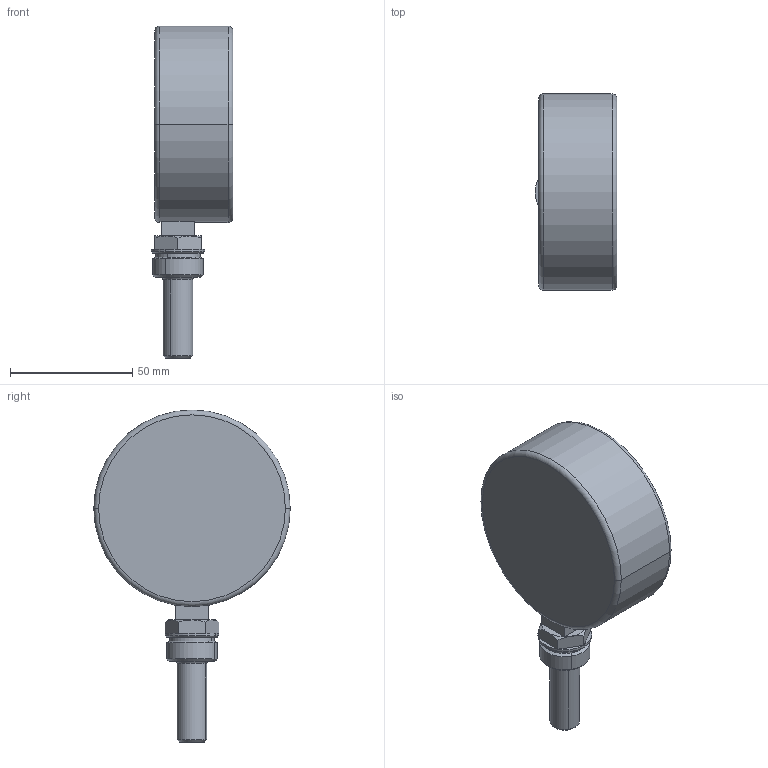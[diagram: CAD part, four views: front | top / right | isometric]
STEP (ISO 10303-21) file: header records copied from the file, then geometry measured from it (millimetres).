
FILE_DESCRIPTION(('CATIA V5 STEP Exchange'),'2;1');
FILE_NAME('STEP_688100_-_TST.stp','2018-12-13T08:25:21+00:00',('none'),('none'),'CATIA Version 5-6 Release 2016 SP4','CATIA V5 STEP AP203','none');
FILE_SCHEMA(('CONFIG_CONTROL_DESIGN'));
Length unit declared in the file: millimetre
Products named in the file (1): 688100 - TST
Bounding box: 33.5 x 80.5 x 136 mm (x, y, z)
Volume: 172741.3 mm3; surface area: 20912.4 mm2
Topology: 1 solids, 1 shells, 52 faces, 116 edges, 70 vertices
Faces by surface type: plane 20, cone 16, cylinder 10, torus 6
Entity records: 1370 total; most frequent: CARTESIAN_POINT 312, ORIENTED_EDGE 232, DIRECTION 156, EDGE_CURVE 116, AXIS2_PLACEMENT_3D 84, VERTEX_POINT 70, EDGE_LOOP 56, ADVANCED_FACE 52
